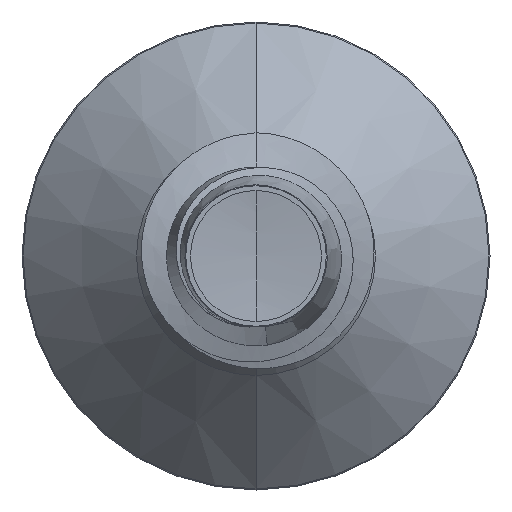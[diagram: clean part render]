
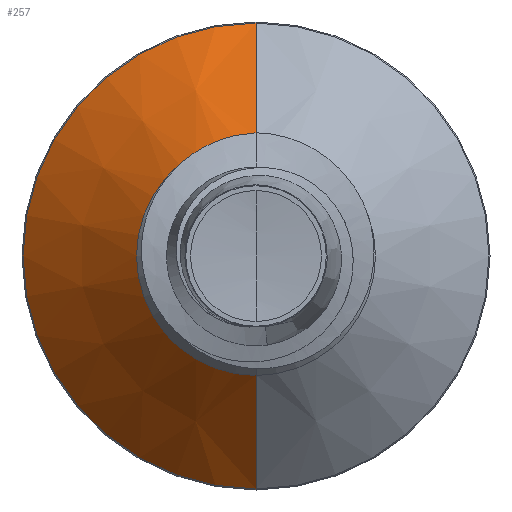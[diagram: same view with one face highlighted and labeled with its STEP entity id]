
A CAD part, front view. The second image highlights one B-rep face of the part: STEP entity #257.
In plain terms, the highlighted conical face has half-angle 45 degrees and reference radius 0.97 mm.
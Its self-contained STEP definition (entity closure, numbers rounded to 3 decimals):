
#171 = DIRECTION ( 'NONE',  ( 0., 1., 0. ) ) ;
#257 = ADVANCED_FACE ( 'NONE', ( #3899 ), #3466, .T. ) ;
#1288 = ORIENTED_EDGE ( 'NONE', *, *, #5861, .F. ) ;
#1422 = AXIS2_PLACEMENT_3D ( 'NONE', #4265, #171, #4686 ) ;
#1478 = EDGE_LOOP ( 'NONE', ( #5891, #3810, #4108, #1288 ) ) ;
#1497 = EDGE_CURVE ( 'NONE', #4642, #2549, #3948, .T. ) ;
#1600 = CARTESIAN_POINT ( 'NONE',  ( 0., 1.641, 1.891 ) ) ;
#2067 = AXIS2_PLACEMENT_3D ( 'NONE', #3761, #5845, #4255 ) ;
#2363 = CARTESIAN_POINT ( 'NONE',  ( 0., 1.641, -1.891 ) ) ;
#2421 = DIRECTION ( 'NONE',  ( 0., 0.707, 0.707 ) ) ;
#2549 = VERTEX_POINT ( 'NONE', #1600 ) ;
#2894 = CIRCLE ( 'NONE', #1422, 1.891 ) ;
#3271 = LINE ( 'NONE', #4059, #5053 ) ;
#3274 = CARTESIAN_POINT ( 'NONE',  ( 0., 0.72, -0.97 ) ) ;
#3466 = CONICAL_SURFACE ( 'NONE', #4725, 0.97, 0.785 ) ;
#3761 = CARTESIAN_POINT ( 'NONE',  ( 0., 0.72, 0. ) ) ;
#3810 = ORIENTED_EDGE ( 'NONE', *, *, #5687, .T. ) ;
#3899 = FACE_OUTER_BOUND ( 'NONE', #1478, .T. ) ;
#3948 = LINE ( 'NONE', #4810, #4770 ) ;
#4059 = CARTESIAN_POINT ( 'NONE',  ( 0., 0.72, -0.97 ) ) ;
#4108 = ORIENTED_EDGE ( 'NONE', *, *, #1497, .T. ) ;
#4140 = VERTEX_POINT ( 'NONE', #2363 ) ;
#4255 = DIRECTION ( 'NONE',  ( 0., 0., 1. ) ) ;
#4265 = CARTESIAN_POINT ( 'NONE',  ( 0., 1.641, 0. ) ) ;
#4282 = CARTESIAN_POINT ( 'NONE',  ( 0., 0.72, 0. ) ) ;
#4319 = DIRECTION ( 'NONE',  ( 0., 0.707, -0.707 ) ) ;
#4544 = CARTESIAN_POINT ( 'NONE',  ( 0., 0.72, 0.97 ) ) ;
#4642 = VERTEX_POINT ( 'NONE', #4544 ) ;
#4686 = DIRECTION ( 'NONE',  ( 0., 0., 1. ) ) ;
#4725 = AXIS2_PLACEMENT_3D ( 'NONE', #4282, #5447, #4818 ) ;
#4770 = VECTOR ( 'NONE', #2421, 1000. ) ;
#4810 = CARTESIAN_POINT ( 'NONE',  ( 0., 0.72, 0.97 ) ) ;
#4818 = DIRECTION ( 'NONE',  ( 0., 0., 1. ) ) ;
#4979 = VERTEX_POINT ( 'NONE', #3274 ) ;
#5053 = VECTOR ( 'NONE', #4319, 1000. ) ;
#5391 = EDGE_CURVE ( 'NONE', #4979, #4140, #3271, .T. ) ;
#5447 = DIRECTION ( 'NONE',  ( 0., 1., 0. ) ) ;
#5687 = EDGE_CURVE ( 'NONE', #4979, #4642, #5741, .T. ) ;
#5741 = CIRCLE ( 'NONE', #2067, 0.97 ) ;
#5845 = DIRECTION ( 'NONE',  ( 0., 1., 0. ) ) ;
#5861 = EDGE_CURVE ( 'NONE', #4140, #2549, #2894, .T. ) ;
#5891 = ORIENTED_EDGE ( 'NONE', *, *, #5391, .F. ) ;
